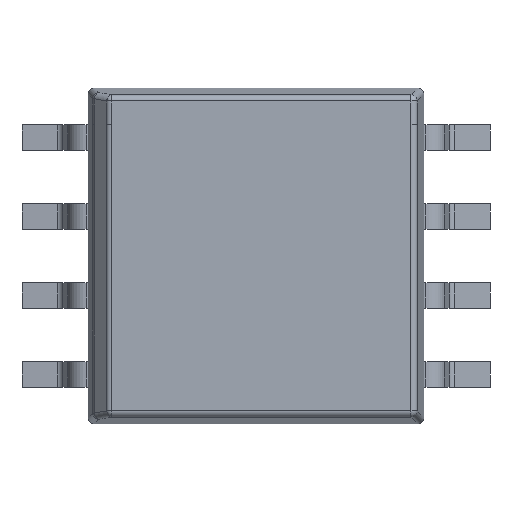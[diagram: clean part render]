
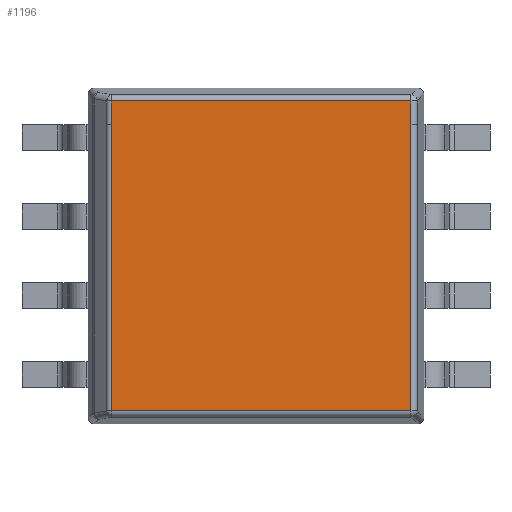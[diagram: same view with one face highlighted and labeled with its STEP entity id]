
A CAD part, top view. The second image highlights one B-rep face of the part: STEP entity #1196.
In plain terms, the highlighted face is planar.
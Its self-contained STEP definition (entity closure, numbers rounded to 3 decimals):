
#111=PLANE('',#1365);
#182=FACE_OUTER_BOUND('',#257,.T.);
#257=EDGE_LOOP('',(#1026,#1027,#1028,#1029,#1030,#1031));
#323=LINE('',#1819,#415);
#352=LINE('',#1970,#444);
#355=LINE('',#1988,#447);
#372=LINE('',#2051,#464);
#373=LINE('',#2053,#465);
#386=LINE('',#2078,#478);
#415=VECTOR('',#1404,3.321);
#444=VECTOR('',#1577,10.);
#447=VECTOR('',#1602,4.485);
#464=VECTOR('',#1679,3.321);
#465=VECTOR('',#1682,4.485);
#478=VECTOR('',#1719,4.485);
#507=VERTEX_POINT('',#1817);
#508=VERTEX_POINT('',#1818);
#557=VERTEX_POINT('',#1967);
#558=VERTEX_POINT('',#1969);
#561=VERTEX_POINT('',#1986);
#562=VERTEX_POINT('',#1987);
#603=EDGE_CURVE('',#507,#508,#323,.T.);
#677=EDGE_CURVE('',#557,#558,#352,.T.);
#686=EDGE_CURVE('',#561,#562,#355,.T.);
#719=EDGE_CURVE('',#557,#561,#372,.T.);
#720=EDGE_CURVE('',#562,#507,#373,.T.);
#733=EDGE_CURVE('',#508,#558,#386,.T.);
#1026=ORIENTED_EDGE('',*,*,#733,.T.);
#1027=ORIENTED_EDGE('',*,*,#677,.F.);
#1028=ORIENTED_EDGE('',*,*,#719,.T.);
#1029=ORIENTED_EDGE('',*,*,#686,.T.);
#1030=ORIENTED_EDGE('',*,*,#720,.T.);
#1031=ORIENTED_EDGE('',*,*,#603,.T.);
#1196=ADVANCED_FACE('',(#182),#111,.T.);
#1365=AXIS2_PLACEMENT_3D('',#2079,#1720,#1721);
#1404=DIRECTION('',(0.,0.,1.));
#1577=DIRECTION('',(-1.,0.,0.));
#1602=DIRECTION('',(-1.,0.,0.));
#1679=DIRECTION('',(0.,0.,-1.));
#1682=DIRECTION('',(-1.,0.,0.));
#1719=DIRECTION('',(1.,0.,0.));
#1720=DIRECTION('center_axis',(0.,1.,0.));
#1721=DIRECTION('ref_axis',(1.,0.,0.));
#1817=CARTESIAN_POINT('',(-2.493,0.7,-2.329));
#1818=CARTESIAN_POINT('',(-2.493,0.7,2.493));
#1819=CARTESIAN_POINT('',(-2.493,0.7,-0.829));
#1967=CARTESIAN_POINT('',(2.493,0.7,2.493));
#1969=CARTESIAN_POINT('',(2.11,0.7,2.493));
#1970=CARTESIAN_POINT('',(2.36,0.7,2.493));
#1986=CARTESIAN_POINT('',(2.493,0.7,-2.329));
#1987=CARTESIAN_POINT('',(2.11,0.7,-2.329));
#1988=CARTESIAN_POINT('',(2.493,0.7,-2.329));
#2051=CARTESIAN_POINT('',(2.493,0.7,0.993));
#2053=CARTESIAN_POINT('',(2.243,0.7,-2.329));
#2078=CARTESIAN_POINT('',(-2.243,0.7,2.493));
#2079=CARTESIAN_POINT('Origin',(0.,0.7,-0.75));
